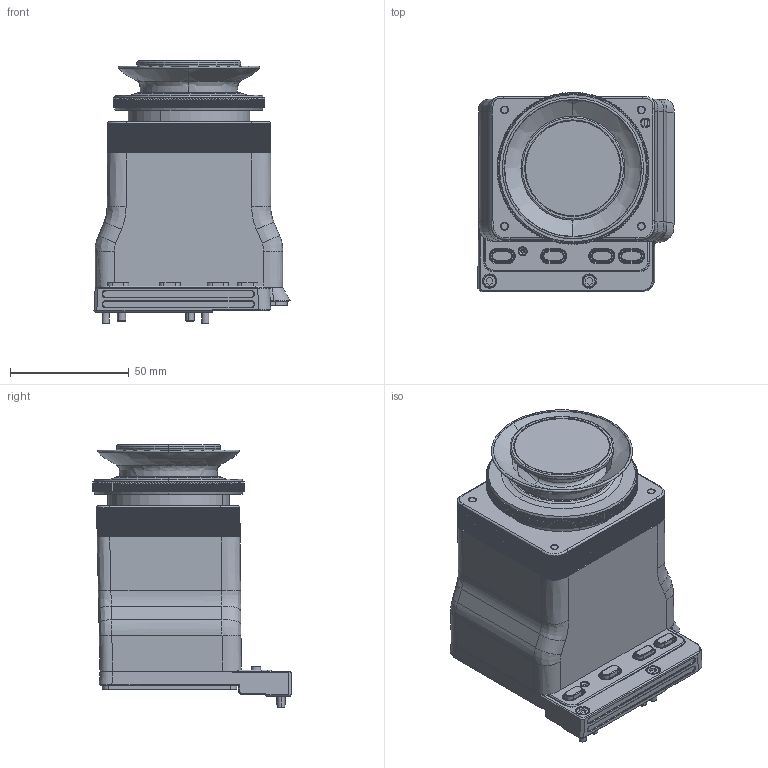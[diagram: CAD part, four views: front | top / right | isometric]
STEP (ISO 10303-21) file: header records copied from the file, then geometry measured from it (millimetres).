
FILE_DESCRIPTION (( 'STEP AP214' ), '1' );
FILE_NAME ('SIGMA_LVF-11_ver1.STEP', '2019-09-06T02:20:41', ( '' ), ( '' ), 'SwSTEP 2.0', 'SolidWorks 2016', '' );
FILE_SCHEMA (( 'AUTOMOTIVE_DESIGN' ));
Products named in the file (2): SIGMA_LVF-11_ver1
Bounding box: 82.62 x 83.85 x 110.47 mm (x, y, z)
Volume: 165029.2 mm3; surface area: 82370.1 mm2
Topology: 1 solids, 2 shells, 4050 faces, 10403 edges, 6426 vertices
Faces by surface type: bspline 1284, plane 1102, cylinder 1032, cone 465, torus 159, sphere 8
Entity records: 150800 total; most frequent: CARTESIAN_POINT 63144, ORIENTED_EDGE 20766, DIRECTION 15490, EDGE_CURVE 10383, VERTEX_POINT 6418, AXIS2_PLACEMENT_3D 5671, LINE 4148, VECTOR 4148
